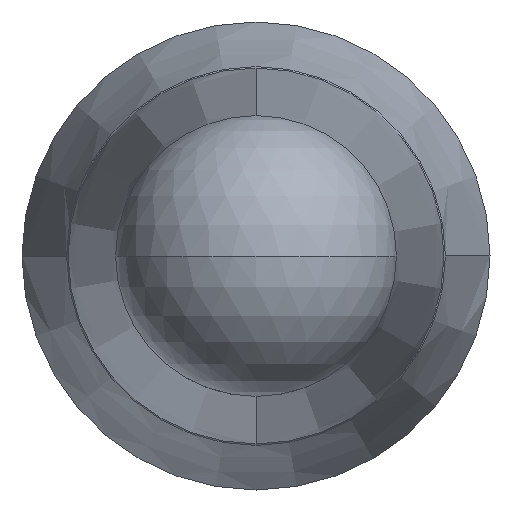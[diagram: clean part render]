
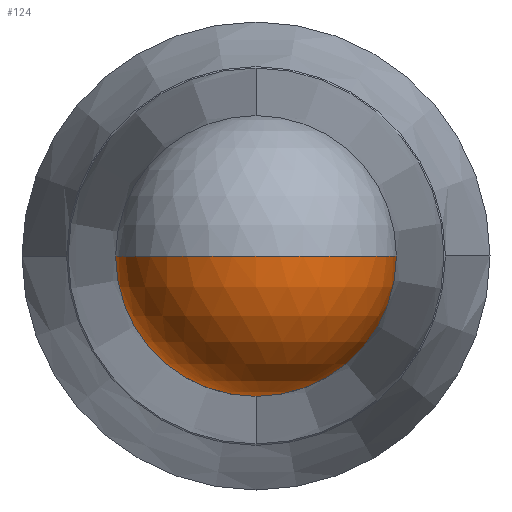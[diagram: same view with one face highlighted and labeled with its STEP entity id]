
A CAD part, front view. The second image highlights one B-rep face of the part: STEP entity #124.
In plain terms, the highlighted spherical face has radius 2.383 mm.
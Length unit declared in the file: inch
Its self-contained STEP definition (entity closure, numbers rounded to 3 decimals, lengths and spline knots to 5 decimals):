
#2 = DIRECTION ( 'NONE',  ( -1., 0., 0. ) ) ;
#13 = ORIENTED_EDGE ( 'NONE', *, *, #77, .T. ) ;
#51 = AXIS2_PLACEMENT_3D ( 'NONE', #371, #486, #185 ) ;
#74 = AXIS2_PLACEMENT_3D ( 'NONE', #187, #410, #297 ) ;
#75 = DIRECTION ( 'NONE',  ( 0., 0., -1. ) ) ;
#77 = EDGE_CURVE ( 'NONE', #302, #246, #491, .T. ) ;
#84 = CIRCLE ( 'NONE', #155, 0.09381 ) ;
#115 = CARTESIAN_POINT ( 'NONE',  ( 0.09375, 0.09053, 0. ) ) ;
#124 = ADVANCED_FACE ( 'NONE', ( #210 ), #497, .T. ) ;
#133 = CARTESIAN_POINT ( 'NONE',  ( 0., 0., 0. ) ) ;
#142 = DIRECTION ( 'NONE',  ( 0., 0., -1. ) ) ;
#149 = CIRCLE ( 'NONE', #426, 0.09375 ) ;
#155 = AXIS2_PLACEMENT_3D ( 'NONE', #317, #75, #2 ) ;
#158 = CARTESIAN_POINT ( 'NONE',  ( -0.09375, 0.09053, 0. ) ) ;
#161 = EDGE_CURVE ( 'NONE', #246, #355, #149, .T. ) ;
#184 = ORIENTED_EDGE ( 'NONE', *, *, #161, .T. ) ;
#185 = DIRECTION ( 'NONE',  ( 1., 0., 0. ) ) ;
#187 = CARTESIAN_POINT ( 'NONE',  ( 0., 0.09381, 0. ) ) ;
#190 = CIRCLE ( 'NONE', #51, 0.09381 ) ;
#198 = ORIENTED_EDGE ( 'NONE', *, *, #467, .F. ) ;
#210 = FACE_OUTER_BOUND ( 'NONE', #221, .T. ) ;
#212 = DIRECTION ( 'NONE',  ( 0., -1., 0. ) ) ;
#215 = CARTESIAN_POINT ( 'NONE',  ( 0., 0.09053, -0.09375 ) ) ;
#221 = EDGE_LOOP ( 'NONE', ( #13, #184, #384, #198 ) ) ;
#241 = AXIS2_PLACEMENT_3D ( 'NONE', #492, #212, #244 ) ;
#244 = DIRECTION ( 'NONE',  ( 0., 0., -1. ) ) ;
#246 = VERTEX_POINT ( 'NONE', #215 ) ;
#257 = DIRECTION ( 'NONE',  ( 0., -1., 0. ) ) ;
#297 = DIRECTION ( 'NONE',  ( -1., 0., 0. ) ) ;
#302 = VERTEX_POINT ( 'NONE', #158 ) ;
#317 = CARTESIAN_POINT ( 'NONE',  ( 0., 0.09381, 0. ) ) ;
#355 = VERTEX_POINT ( 'NONE', #115 ) ;
#371 = CARTESIAN_POINT ( 'NONE',  ( 0., 0.09381, 0. ) ) ;
#379 = EDGE_CURVE ( 'NONE', #355, #517, #84, .T. ) ;
#384 = ORIENTED_EDGE ( 'NONE', *, *, #379, .T. ) ;
#410 = DIRECTION ( 'NONE',  ( 0., 0., -1. ) ) ;
#426 = AXIS2_PLACEMENT_3D ( 'NONE', #447, #257, #142 ) ;
#447 = CARTESIAN_POINT ( 'NONE',  ( 0., 0.09053, 0. ) ) ;
#467 = EDGE_CURVE ( 'NONE', #302, #517, #190, .T. ) ;
#486 = DIRECTION ( 'NONE',  ( 0., 0., 1. ) ) ;
#491 = CIRCLE ( 'NONE', #241, 0.09375 ) ;
#492 = CARTESIAN_POINT ( 'NONE',  ( 0., 0.09053, 0. ) ) ;
#497 = SPHERICAL_SURFACE ( 'NONE', #74, 0.09381 ) ;
#517 = VERTEX_POINT ( 'NONE', #133 ) ;
